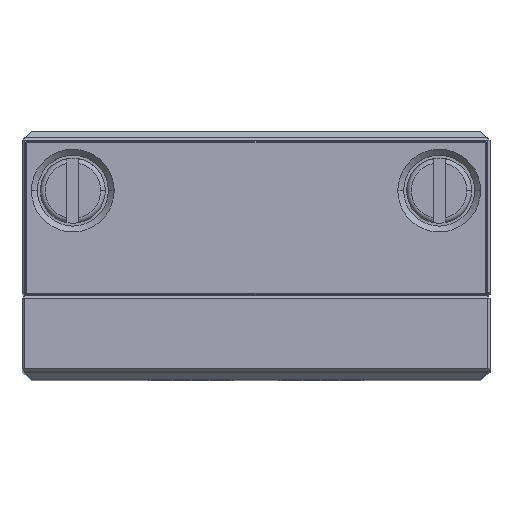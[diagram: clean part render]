
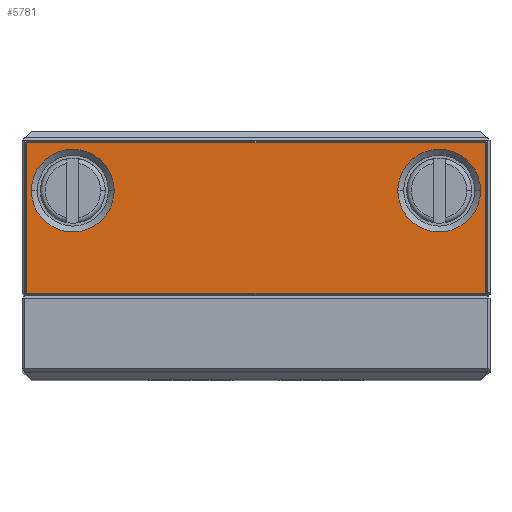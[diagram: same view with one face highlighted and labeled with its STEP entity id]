
A CAD part, top view. The second image highlights one B-rep face of the part: STEP entity #5781.
In plain terms, the highlighted planar face has unit normal (0, 0, 1).
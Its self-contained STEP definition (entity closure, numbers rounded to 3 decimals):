
#4197=FACE_BOUND('',#8194,.T.);
#4198=FACE_BOUND('',#8195,.T.);
#4199=FACE_BOUND('',#8196,.T.);
#4402=PLANE('',#25241);
#5781=ADVANCED_FACE('',(#4197,#4198,#4199),#4402,.T.);
#8194=EDGE_LOOP('',(#13839,#13840,#13841,#13842));
#8195=EDGE_LOOP('',(#13843,#13844));
#8196=EDGE_LOOP('',(#13845,#13846));
#9529=LINE('',#32090,#11628);
#9530=LINE('',#32093,#11629);
#9531=LINE('',#32095,#11630);
#9532=LINE('',#32097,#11631);
#11628=VECTOR('',#26852,1.);
#11629=VECTOR('',#26853,1.);
#11630=VECTOR('',#26854,1.);
#11631=VECTOR('',#26855,1.);
#13839=ORIENTED_EDGE('',*,*,#21735,.T.);
#13840=ORIENTED_EDGE('',*,*,#21736,.T.);
#13841=ORIENTED_EDGE('',*,*,#21737,.T.);
#13842=ORIENTED_EDGE('',*,*,#21738,.T.);
#13843=ORIENTED_EDGE('',*,*,#21665,.T.);
#13844=ORIENTED_EDGE('',*,*,#21734,.T.);
#13845=ORIENTED_EDGE('',*,*,#21669,.T.);
#13846=ORIENTED_EDGE('',*,*,#21733,.T.);
#19727=VERTEX_POINT('',#31826);
#19728=VERTEX_POINT('',#31828);
#19731=VERTEX_POINT('',#31835);
#19732=VERTEX_POINT('',#31837);
#19771=VERTEX_POINT('',#32091);
#19772=VERTEX_POINT('',#32092);
#19773=VERTEX_POINT('',#32094);
#19774=VERTEX_POINT('',#32096);
#21665=EDGE_CURVE('',#19728,#19727,#24677,.T.);
#21669=EDGE_CURVE('',#19732,#19731,#24679,.T.);
#21733=EDGE_CURVE('',#19731,#19732,#24710,.T.);
#21734=EDGE_CURVE('',#19727,#19728,#24711,.T.);
#21735=EDGE_CURVE('',#19771,#19772,#9529,.T.);
#21736=EDGE_CURVE('',#19772,#19773,#9530,.T.);
#21737=EDGE_CURVE('',#19773,#19774,#9531,.T.);
#21738=EDGE_CURVE('',#19774,#19771,#9532,.T.);
#24677=CIRCLE('',#25176,3.5);
#24679=CIRCLE('',#25179,3.5);
#24710=CIRCLE('',#25237,3.5);
#24711=CIRCLE('',#25239,3.5);
#25176=AXIS2_PLACEMENT_3D('',#31827,#26695,#26696);
#25179=AXIS2_PLACEMENT_3D('',#31836,#26703,#26704);
#25237=AXIS2_PLACEMENT_3D('',#32086,#26844,#26845);
#25239=AXIS2_PLACEMENT_3D('',#32088,#26848,#26849);
#25241=AXIS2_PLACEMENT_3D('',#32098,#26856,#26857);
#26695=DIRECTION('',(0.,0.,-1.));
#26696=DIRECTION('',(1.,0.,0.));
#26703=DIRECTION('',(0.,0.,-1.));
#26704=DIRECTION('',(1.,0.,0.));
#26844=DIRECTION('',(0.,0.,-1.));
#26845=DIRECTION('',(1.,0.,0.));
#26848=DIRECTION('',(0.,0.,-1.));
#26849=DIRECTION('',(1.,0.,0.));
#26852=DIRECTION('',(0.,-1.,0.));
#26853=DIRECTION('',(1.,0.,0.));
#26854=DIRECTION('',(0.,1.,0.));
#26855=DIRECTION('',(-1.,0.,0.));
#26856=DIRECTION('',(0.,0.,1.));
#26857=DIRECTION('',(1.,0.,0.));
#31826=CARTESIAN_POINT('',(12.,15.92,63.5));
#31827=CARTESIAN_POINT('',(15.5,15.92,63.5));
#31828=CARTESIAN_POINT('',(19.,15.92,63.5));
#31835=CARTESIAN_POINT('',(-19.,15.92,63.5));
#31836=CARTESIAN_POINT('',(-15.5,15.92,63.5));
#31837=CARTESIAN_POINT('',(-12.,15.92,63.5));
#32086=CARTESIAN_POINT('',(-15.5,15.92,63.5));
#32088=CARTESIAN_POINT('',(15.5,15.92,63.5));
#32090=CARTESIAN_POINT('',(-19.4,7.12,63.5));
#32091=CARTESIAN_POINT('',(-19.4,20.02,63.5));
#32092=CARTESIAN_POINT('',(-19.4,7.22,63.5));
#32093=CARTESIAN_POINT('',(19.5,7.22,63.5));
#32094=CARTESIAN_POINT('',(19.4,7.22,63.5));
#32095=CARTESIAN_POINT('',(19.4,20.12,63.5));
#32096=CARTESIAN_POINT('',(19.4,20.02,63.5));
#32097=CARTESIAN_POINT('',(-19.5,20.02,63.5));
#32098=CARTESIAN_POINT('',(-19.5,7.12,63.5));
